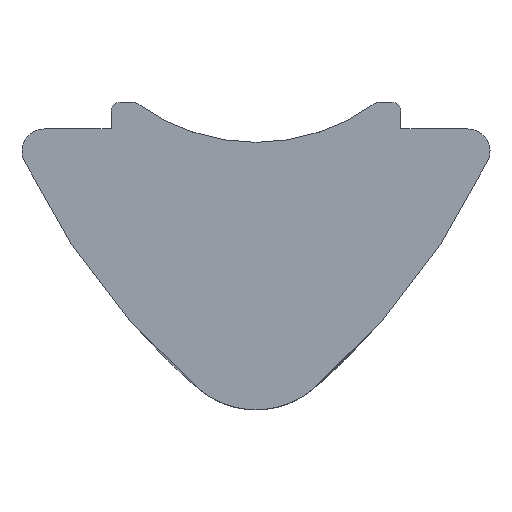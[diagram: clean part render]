
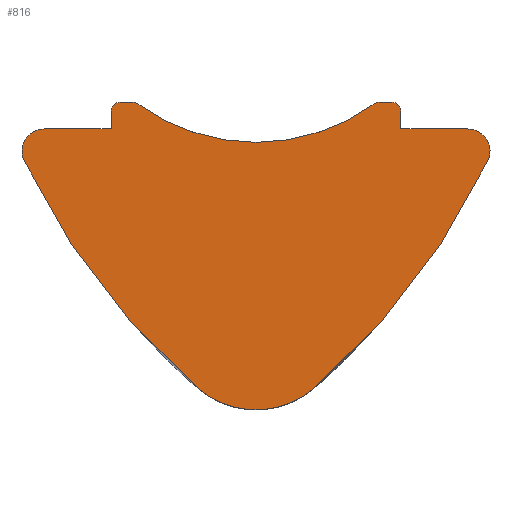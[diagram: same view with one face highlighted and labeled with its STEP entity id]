
A CAD part, front view. The second image highlights one B-rep face of the part: STEP entity #816.
In plain terms, the highlighted planar face has unit normal (0, -1, 0).
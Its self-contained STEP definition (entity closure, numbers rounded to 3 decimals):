
#5 = AXIS2_PLACEMENT_3D ( 'NONE', #184, #523, #11 ) ;
#8 = VERTEX_POINT ( 'NONE', #82 ) ;
#11 = DIRECTION ( 'NONE',  ( 0., 0., 1. ) ) ;
#13 = CARTESIAN_POINT ( 'NONE',  ( -3.25, -29., 0. ) ) ;
#18 = VECTOR ( 'NONE', #169, 1000. ) ;
#20 = AXIS2_PLACEMENT_3D ( 'NONE', #561, #582, #920 ) ;
#33 = CARTESIAN_POINT ( 'NONE',  ( -2.648, -29., 0.562 ) ) ;
#48 = DIRECTION ( 'NONE',  ( 1., 0., 0. ) ) ;
#56 = DIRECTION ( 'NONE',  ( 0., 0., 1. ) ) ;
#58 = CARTESIAN_POINT ( 'NONE',  ( 2.766, -29., 0.6 ) ) ;
#59 = LINE ( 'NONE', #130, #222 ) ;
#65 = CARTESIAN_POINT ( 'NONE',  ( -9.203, -29., 6.25 ) ) ;
#74 = LINE ( 'NONE', #79, #18 ) ;
#79 = CARTESIAN_POINT ( 'NONE',  ( 3.25, -29., 0.4 ) ) ;
#81 = DIRECTION ( 'NONE',  ( 0., 0., 1. ) ) ;
#82 = CARTESIAN_POINT ( 'NONE',  ( -3.25, -29., 0.4 ) ) ;
#83 = PLANE ( 'NONE',  #753 ) ;
#95 = CARTESIAN_POINT ( 'NONE',  ( 2.648, -29., 0.562 ) ) ;
#100 = CIRCLE ( 'NONE', #278, 0.2 ) ;
#104 = VERTEX_POINT ( 'NONE', #700 ) ;
#109 = VERTEX_POINT ( 'NONE', #530 ) ;
#114 = VECTOR ( 'NONE', #848, 1000. ) ;
#116 = VECTOR ( 'NONE', #811, 1000. ) ;
#125 = ORIENTED_EDGE ( 'NONE', *, *, #1107, .F. ) ;
#129 = CIRCLE ( 'NONE', #404, 16. ) ;
#130 = CARTESIAN_POINT ( 'NONE',  ( -4.75, -29., 0. ) ) ;
#133 = VERTEX_POINT ( 'NONE', #1002 ) ;
#137 = CARTESIAN_POINT ( 'NONE',  ( -1.315, -29., -5.807 ) ) ;
#139 = DIRECTION ( 'NONE',  ( 0., 0., 1. ) ) ;
#161 = CARTESIAN_POINT ( 'NONE',  ( 0., -29., -4.3 ) ) ;
#164 = VECTOR ( 'NONE', #774, 1000. ) ;
#167 = VERTEX_POINT ( 'NONE', #58 ) ;
#168 = ORIENTED_EDGE ( 'NONE', *, *, #847, .F. ) ;
#169 = DIRECTION ( 'NONE',  ( 0., 0., -1. ) ) ;
#170 = EDGE_LOOP ( 'NONE', ( #756, #828, #873, #820, #427, #352, #125, #912, #168, #177, #1048, #683, #607, #476, #506, #883 ) ) ;
#171 = EDGE_CURVE ( 'NONE', #8, #340, #411, .T. ) ;
#173 = EDGE_CURVE ( 'NONE', #855, #986, #895, .T. ) ;
#177 = ORIENTED_EDGE ( 'NONE', *, *, #759, .F. ) ;
#182 = VERTEX_POINT ( 'NONE', #321 ) ;
#184 = CARTESIAN_POINT ( 'NONE',  ( -4.75, -29., -0.5 ) ) ;
#196 = VERTEX_POINT ( 'NONE', #316 ) ;
#205 = VERTEX_POINT ( 'NONE', #915 ) ;
#212 = LINE ( 'NONE', #388, #116 ) ;
#222 = VECTOR ( 'NONE', #48, 1000. ) ;
#226 = DIRECTION ( 'NONE',  ( 0., 1., 0. ) ) ;
#250 = CARTESIAN_POINT ( 'NONE',  ( 5.2, -29., -0.718 ) ) ;
#255 = CARTESIAN_POINT ( 'NONE',  ( -3.05, -29., 0.6 ) ) ;
#268 = CARTESIAN_POINT ( 'NONE',  ( 3.05, -29., 0.6 ) ) ;
#278 = AXIS2_PLACEMENT_3D ( 'NONE', #288, #539, #972 ) ;
#288 = CARTESIAN_POINT ( 'NONE',  ( 3.05, -29., 0.4 ) ) ;
#295 = VECTOR ( 'NONE', #81, 1000. ) ;
#301 = AXIS2_PLACEMENT_3D ( 'NONE', #910, #1081, #312 ) ;
#312 = DIRECTION ( 'NONE',  ( 0., 0., 1. ) ) ;
#314 = VERTEX_POINT ( 'NONE', #268 ) ;
#316 = CARTESIAN_POINT ( 'NONE',  ( -2.766, -29., 0.6 ) ) ;
#321 = CARTESIAN_POINT ( 'NONE',  ( 3.25, -29., 0.4 ) ) ;
#332 = CARTESIAN_POINT ( 'NONE',  ( -4.75, -29., 0. ) ) ;
#340 = VERTEX_POINT ( 'NONE', #1036 ) ;
#352 = ORIENTED_EDGE ( 'NONE', *, *, #536, .F. ) ;
#367 = EDGE_CURVE ( 'NONE', #133, #8, #734, .T. ) ;
#380 = LINE ( 'NONE', #704, #164 ) ;
#388 = CARTESIAN_POINT ( 'NONE',  ( 2.766, -29., 0.6 ) ) ;
#392 = CARTESIAN_POINT ( 'NONE',  ( 4.75, -29., 0. ) ) ;
#394 = EDGE_CURVE ( 'NONE', #314, #182, #100, .T. ) ;
#404 = AXIS2_PLACEMENT_3D ( 'NONE', #965, #611, #520 ) ;
#409 = AXIS2_PLACEMENT_3D ( 'NONE', #751, #996, #139 ) ;
#411 = CIRCLE ( 'NONE', #409, 0.2 ) ;
#416 = DIRECTION ( 'NONE',  ( 0., 0., -1. ) ) ;
#427 = ORIENTED_EDGE ( 'NONE', *, *, #874, .T. ) ;
#476 = ORIENTED_EDGE ( 'NONE', *, *, #173, .T. ) ;
#493 = EDGE_CURVE ( 'NONE', #196, #986, #749, .T. ) ;
#501 = LINE ( 'NONE', #255, #114 ) ;
#506 = ORIENTED_EDGE ( 'NONE', *, *, #493, .F. ) ;
#520 = DIRECTION ( 'NONE',  ( 0., 0., 1. ) ) ;
#523 = DIRECTION ( 'NONE',  ( 0., 1., 0. ) ) ;
#527 = EDGE_CURVE ( 'NONE', #167, #314, #212, .T. ) ;
#530 = CARTESIAN_POINT ( 'NONE',  ( 1.315, -29., -5.807 ) ) ;
#536 = EDGE_CURVE ( 'NONE', #109, #1024, #852, .T. ) ;
#538 = FACE_OUTER_BOUND ( 'NONE', #170, .T. ) ;
#539 = DIRECTION ( 'NONE',  ( 0., 1., 0. ) ) ;
#557 = VERTEX_POINT ( 'NONE', #332 ) ;
#561 = CARTESIAN_POINT ( 'NONE',  ( 2.766, -29., 0.4 ) ) ;
#582 = DIRECTION ( 'NONE',  ( 0., 1., 0. ) ) ;
#587 = CIRCLE ( 'NONE', #985, 0.5 ) ;
#589 = CIRCLE ( 'NONE', #661, 16. ) ;
#594 = EDGE_CURVE ( 'NONE', #855, #167, #1060, .T. ) ;
#607 = ORIENTED_EDGE ( 'NONE', *, *, #594, .F. ) ;
#611 = DIRECTION ( 'NONE',  ( 0., -1., 0. ) ) ;
#612 = DIRECTION ( 'NONE',  ( 0., -1., 0. ) ) ;
#661 = AXIS2_PLACEMENT_3D ( 'NONE', #65, #933, #56 ) ;
#673 = CIRCLE ( 'NONE', #5, 0.5 ) ;
#675 = DIRECTION ( 'NONE',  ( 0., -1., 0. ) ) ;
#683 = ORIENTED_EDGE ( 'NONE', *, *, #527, .F. ) ;
#697 = DIRECTION ( 'NONE',  ( 0., 0., 1. ) ) ;
#700 = CARTESIAN_POINT ( 'NONE',  ( 3.25, -29., 0. ) ) ;
#704 = CARTESIAN_POINT ( 'NONE',  ( 3.25, -29., 0. ) ) ;
#734 = LINE ( 'NONE', #13, #295 ) ;
#749 = CIRCLE ( 'NONE', #791, 0.2 ) ;
#751 = CARTESIAN_POINT ( 'NONE',  ( -3.05, -29., 0.4 ) ) ;
#753 = AXIS2_PLACEMENT_3D ( 'NONE', #937, #675, #416 ) ;
#756 = ORIENTED_EDGE ( 'NONE', *, *, #171, .F. ) ;
#759 = EDGE_CURVE ( 'NONE', #182, #104, #74, .T. ) ;
#774 = DIRECTION ( 'NONE',  ( 1., 0., 0. ) ) ;
#791 = AXIS2_PLACEMENT_3D ( 'NONE', #988, #226, #907 ) ;
#796 = EDGE_CURVE ( 'NONE', #340, #196, #501, .T. ) ;
#811 = DIRECTION ( 'NONE',  ( 1., 0., 0. ) ) ;
#814 = VERTEX_POINT ( 'NONE', #250 ) ;
#816 = ADVANCED_FACE ( 'NONE', ( #538 ), #83, .T. ) ;
#820 = ORIENTED_EDGE ( 'NONE', *, *, #882, .F. ) ;
#828 = ORIENTED_EDGE ( 'NONE', *, *, #367, .F. ) ;
#840 = DIRECTION ( 'NONE',  ( 0., 0., 1. ) ) ;
#847 = EDGE_CURVE ( 'NONE', #104, #1018, #380, .T. ) ;
#848 = DIRECTION ( 'NONE',  ( 1., 0., 0. ) ) ;
#850 = EDGE_CURVE ( 'NONE', #814, #1018, #587, .T. ) ;
#852 = CIRCLE ( 'NONE', #1082, 2. ) ;
#855 = VERTEX_POINT ( 'NONE', #95 ) ;
#873 = ORIENTED_EDGE ( 'NONE', *, *, #939, .F. ) ;
#874 = EDGE_CURVE ( 'NONE', #205, #1024, #129, .T. ) ;
#882 = EDGE_CURVE ( 'NONE', #205, #557, #673, .T. ) ;
#883 = ORIENTED_EDGE ( 'NONE', *, *, #796, .F. ) ;
#895 = CIRCLE ( 'NONE', #301, 4.5 ) ;
#907 = DIRECTION ( 'NONE',  ( 0., 0., 1. ) ) ;
#910 = CARTESIAN_POINT ( 'NONE',  ( 0., -29., 4.2 ) ) ;
#912 = ORIENTED_EDGE ( 'NONE', *, *, #850, .T. ) ;
#915 = CARTESIAN_POINT ( 'NONE',  ( -5.2, -29., -0.718 ) ) ;
#920 = DIRECTION ( 'NONE',  ( 0., 0., 1. ) ) ;
#933 = DIRECTION ( 'NONE',  ( 0., 1., 0. ) ) ;
#937 = CARTESIAN_POINT ( 'NONE',  ( 0., -29., -2.017 ) ) ;
#939 = EDGE_CURVE ( 'NONE', #557, #133, #59, .T. ) ;
#965 = CARTESIAN_POINT ( 'NONE',  ( 9.203, -29., 6.25 ) ) ;
#972 = DIRECTION ( 'NONE',  ( 0., 0., 1. ) ) ;
#985 = AXIS2_PLACEMENT_3D ( 'NONE', #1051, #612, #697 ) ;
#986 = VERTEX_POINT ( 'NONE', #33 ) ;
#988 = CARTESIAN_POINT ( 'NONE',  ( -2.766, -29., 0.4 ) ) ;
#996 = DIRECTION ( 'NONE',  ( 0., 1., 0. ) ) ;
#1002 = CARTESIAN_POINT ( 'NONE',  ( -3.25, -29., 0. ) ) ;
#1004 = DIRECTION ( 'NONE',  ( 0., 1., 0. ) ) ;
#1018 = VERTEX_POINT ( 'NONE', #392 ) ;
#1024 = VERTEX_POINT ( 'NONE', #137 ) ;
#1036 = CARTESIAN_POINT ( 'NONE',  ( -3.05, -29., 0.6 ) ) ;
#1048 = ORIENTED_EDGE ( 'NONE', *, *, #394, .F. ) ;
#1051 = CARTESIAN_POINT ( 'NONE',  ( 4.75, -29., -0.5 ) ) ;
#1060 = CIRCLE ( 'NONE', #20, 0.2 ) ;
#1081 = DIRECTION ( 'NONE',  ( 0., 1., 0. ) ) ;
#1082 = AXIS2_PLACEMENT_3D ( 'NONE', #161, #1004, #840 ) ;
#1107 = EDGE_CURVE ( 'NONE', #814, #109, #589, .T. ) ;
